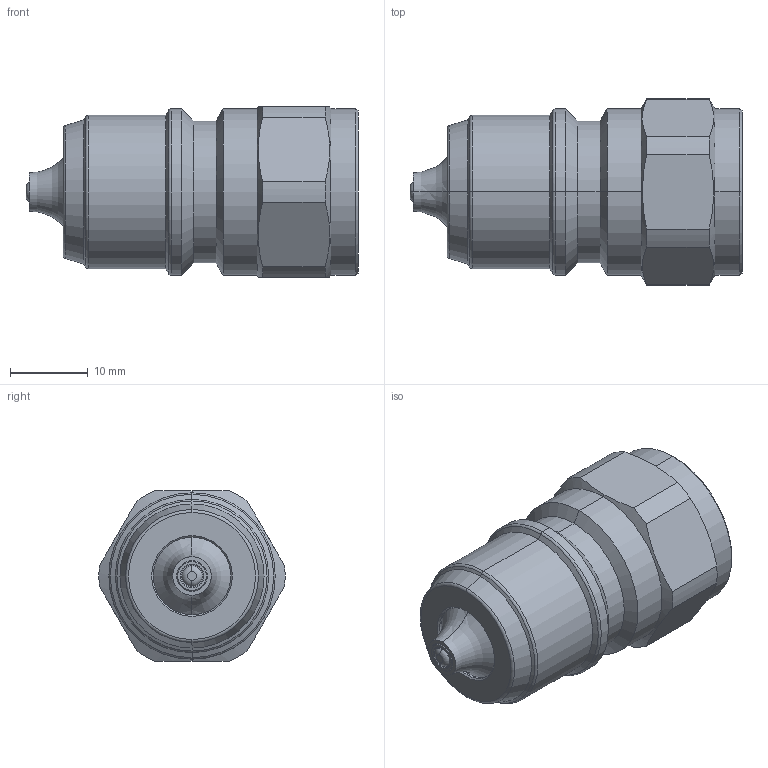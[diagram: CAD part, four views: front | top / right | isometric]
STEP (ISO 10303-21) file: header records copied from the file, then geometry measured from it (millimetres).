
FILE_DESCRIPTION (( 'STEP AP214' ), '1' );
FILE_NAME ('3821.STEP', '2015-09-03T14:02:50', ( 'admin' ), ( 'Microsoft' ), 'SwSTEP 2.0', 'SolidWorks 2009', '' );
FILE_SCHEMA (( 'AUTOMOTIVE_DESIGN' ));
Length unit declared in the file: millimetre
Products named in the file (1): 3821
Bounding box: 42.81 x 23.98 x 22 mm (x, y, z)
Volume: 10412.8 mm3; surface area: 4031.9 mm2
Topology: 1 solids, 1 shells, 71 faces, 154 edges, 90 vertices
Faces by surface type: cone 26, cylinder 22, plane 13, torus 10
Entity records: 2182 total; most frequent: CARTESIAN_POINT 436, DIRECTION 366, ORIENTED_EDGE 308, AXIS2_PLACEMENT_3D 156, EDGE_CURVE 154, VERTEX_POINT 90, CIRCLE 84, EDGE_LOOP 76
